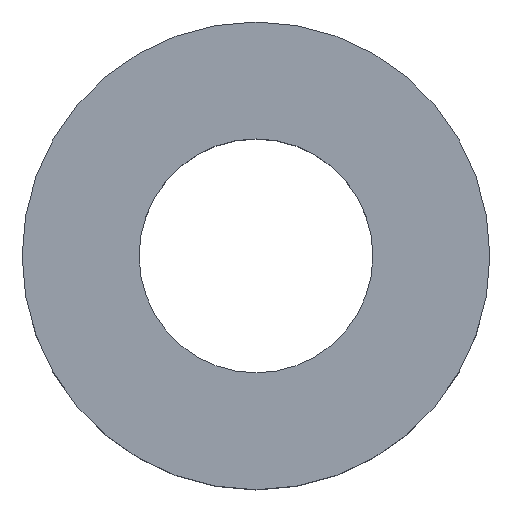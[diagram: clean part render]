
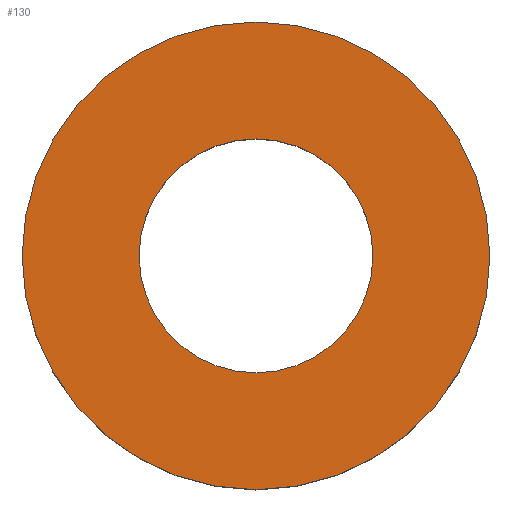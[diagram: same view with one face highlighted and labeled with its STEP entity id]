
A CAD part, top view. The second image highlights one B-rep face of the part: STEP entity #130.
In plain terms, the highlighted planar face has unit normal (0, 0, 1).
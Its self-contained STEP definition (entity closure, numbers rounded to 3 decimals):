
#3 = VERTEX_POINT ( 'NONE', #189 ) ;
#6 = DIRECTION ( 'NONE',  ( 1., 0., 0. ) ) ;
#7 = VERTEX_POINT ( 'NONE', #185 ) ;
#10 = AXIS2_PLACEMENT_3D ( 'NONE', #73, #89, #90 ) ;
#21 = AXIS2_PLACEMENT_3D ( 'NONE', #59, #58, #24 ) ;
#24 = DIRECTION ( 'NONE',  ( 1., 0., 0. ) ) ;
#29 = DIRECTION ( 'NONE',  ( 0., 0., 1. ) ) ;
#34 = ORIENTED_EDGE ( 'NONE', *, *, #197, .F. ) ;
#36 = CIRCLE ( 'NONE', #69, 4. ) ;
#37 = DIRECTION ( 'NONE',  ( 0., 0., 1. ) ) ;
#40 = DIRECTION ( 'NONE',  ( 0., 0., 1. ) ) ;
#47 = CIRCLE ( 'NONE', #206, 2. ) ;
#52 = ORIENTED_EDGE ( 'NONE', *, *, #108, .F. ) ;
#53 = FACE_OUTER_BOUND ( 'NONE', #132, .T. ) ;
#58 = DIRECTION ( 'NONE',  ( 0., 0., 1. ) ) ;
#59 = CARTESIAN_POINT ( 'NONE',  ( 0., 0., 2.6 ) ) ;
#69 = AXIS2_PLACEMENT_3D ( 'NONE', #155, #37, #151 ) ;
#73 = CARTESIAN_POINT ( 'NONE',  ( 0., 0., 2.6 ) ) ;
#78 = DIRECTION ( 'NONE',  ( 1., 0., 0. ) ) ;
#85 = EDGE_CURVE ( 'NONE', #159, #3, #139, .T. ) ;
#86 = AXIS2_PLACEMENT_3D ( 'NONE', #124, #29, #78 ) ;
#88 = ORIENTED_EDGE ( 'NONE', *, *, #133, .T. ) ;
#89 = DIRECTION ( 'NONE',  ( 0., 0., 1. ) ) ;
#90 = DIRECTION ( 'NONE',  ( 1., 0., 0. ) ) ;
#98 = EDGE_LOOP ( 'NONE', ( #52, #34 ) ) ;
#99 = CIRCLE ( 'NONE', #86, 2. ) ;
#108 = EDGE_CURVE ( 'NONE', #7, #144, #47, .T. ) ;
#118 = PLANE ( 'NONE',  #21 ) ;
#124 = CARTESIAN_POINT ( 'NONE',  ( 0., 0., 2.6 ) ) ;
#127 = FACE_BOUND ( 'NONE', #98, .T. ) ;
#130 = ADVANCED_FACE ( 'NONE', ( #53, #127 ), #118, .T. ) ;
#132 = EDGE_LOOP ( 'NONE', ( #169, #88 ) ) ;
#133 = EDGE_CURVE ( 'NONE', #3, #159, #36, .T. ) ;
#139 = CIRCLE ( 'NONE', #10, 4. ) ;
#144 = VERTEX_POINT ( 'NONE', #154 ) ;
#151 = DIRECTION ( 'NONE',  ( 1., 0., 0. ) ) ;
#154 = CARTESIAN_POINT ( 'NONE',  ( 2., 0., 2.6 ) ) ;
#155 = CARTESIAN_POINT ( 'NONE',  ( 0., 0., 2.6 ) ) ;
#159 = VERTEX_POINT ( 'NONE', #168 ) ;
#168 = CARTESIAN_POINT ( 'NONE',  ( -4., 0., 2.6 ) ) ;
#169 = ORIENTED_EDGE ( 'NONE', *, *, #85, .T. ) ;
#185 = CARTESIAN_POINT ( 'NONE',  ( -2., 0., 2.6 ) ) ;
#189 = CARTESIAN_POINT ( 'NONE',  ( 4., 0., 2.6 ) ) ;
#197 = EDGE_CURVE ( 'NONE', #144, #7, #99, .T. ) ;
#203 = CARTESIAN_POINT ( 'NONE',  ( 0., 0., 2.6 ) ) ;
#206 = AXIS2_PLACEMENT_3D ( 'NONE', #203, #40, #6 ) ;
